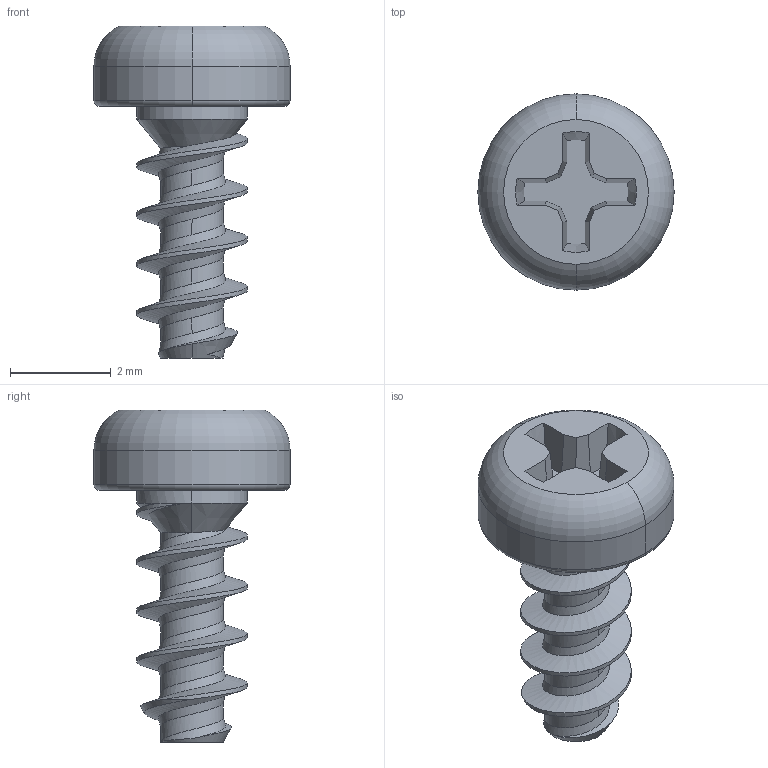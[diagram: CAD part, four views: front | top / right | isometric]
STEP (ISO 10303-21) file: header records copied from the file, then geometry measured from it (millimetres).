
FILE_DESCRIPTION (( 'STEP AP203' ), '1' );
FILE_NAME ('99461A919_Phillips Rounded Head Thread-Forming Screws.STEP', '2022-03-24T20:27:10', ( 'Administrator' ), ( 'Managed by Terraform' ), 'SwSTEP 2.0', 'SolidWorks 2017', '' );
FILE_SCHEMA (( 'CONFIG_CONTROL_DESIGN' ));
Length unit declared in the file: millimetre
Products named in the file (1): 99461A919_Phillips Rounded Head Thread-Forming Screws
Bounding box: 3.9 x 3.9 x 6.6 mm (x, y, z)
Volume: 25.6 mm3; surface area: 83.3 mm2
Topology: 1 solids, 1 shells, 53 faces, 136 edges, 87 vertices
Faces by surface type: plane 20, cylinder 14, cone 10, bspline 5, torus 4
Entity records: 3321 total; most frequent: CARTESIAN_POINT 2049, ORIENTED_EDGE 272, DIRECTION 221, EDGE_CURVE 136, VERTEX_POINT 87, AXIS2_PLACEMENT_3D 80, LINE 61, VECTOR 61
